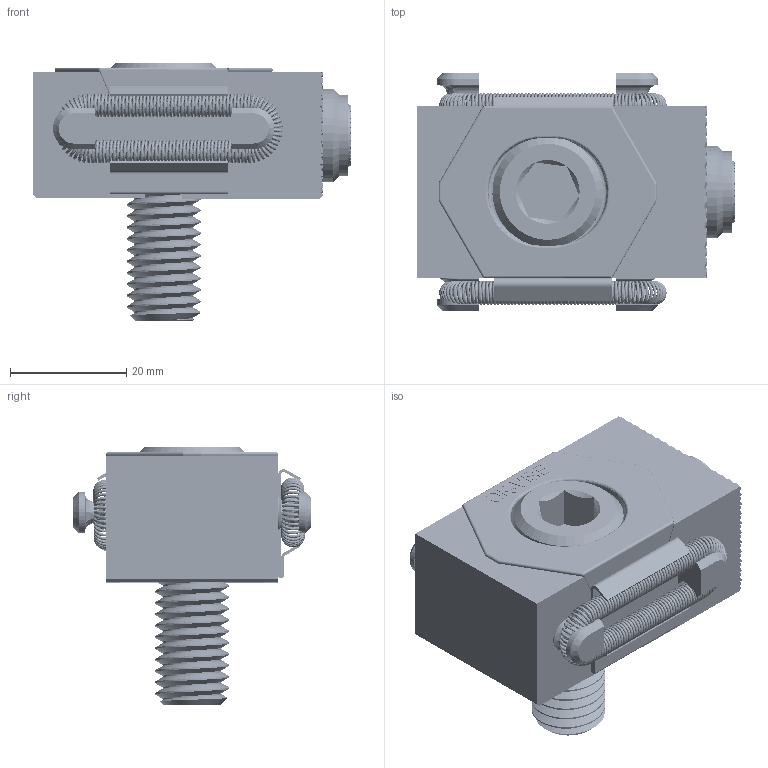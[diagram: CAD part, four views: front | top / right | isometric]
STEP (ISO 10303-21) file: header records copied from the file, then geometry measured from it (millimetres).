
FILE_DESCRIPTION (( 'STEP AP203' ), '1' );
FILE_NAME ('47189.STEP', '2019-11-20T17:11:03', ( 'Marc' ), ( 'Microsoft' ), 'SwSTEP 2.0', 'SolidWorks 2018', '' );
FILE_SCHEMA (( 'CONFIG_CONTROL_DESIGN' ));
Length unit declared in the file: inch
Products named in the file (12): 1213114 SHCS_1213114 SHCS; PLDK2-VT-B; D-kuukelin runko; 47137_47137; D-kuukeli; 47134_47134; JDK P S; 47189; JDK-P_S_D_S_DTY; 47135_47135; PLDK2-VT-S_PLDK2-VT-S
Assembly tree (13 placements, depth 3):
  47189
    47137_47137  x2
    47134_47134
    47135_47135  x2
      JDK P S
      JDK-P_S_D_S_DTY
    PLDK2-VT-S_PLDK2-VT-S
    1213114 SHCS_1213114 SHCS
    PLDK2-VT-B
    D-kuukeli
      D-kuukelin runko
      D-kuukeli
Bounding box: 54.71 x 41 x 44.45 mm (x, y, z)
Volume: 35103.5 mm3; surface area: 22910.8 mm2
Topology: 12 solids, 12 shells, 4105 faces, 10157 edges, 5895 vertices
Faces by surface type: plane 2272, bspline 1640, cylinder 160, cone 25, torus 8
Entity records: 105397 total; most frequent: CARTESIAN_POINT 37523, ORIENTED_EDGE 14806, DIRECTION 12819, EDGE_CURVE 7403, AXIS2_PLACEMENT_3D 4346, VERTEX_POINT 4251, LINE 4127, VECTOR 4127
